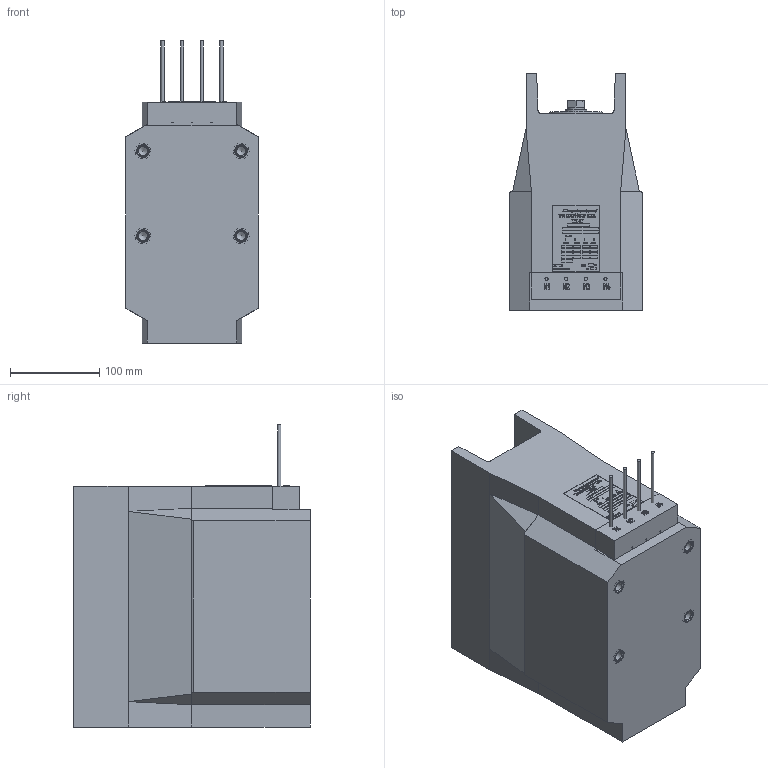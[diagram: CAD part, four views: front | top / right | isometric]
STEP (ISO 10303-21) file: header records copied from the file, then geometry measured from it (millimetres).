
FILE_DESCRIPTION(('STEP AP214'), '1');
FILE_NAME('Òðàíñôîðìàòîð òîêà ÒËÊ-ÑÒ-10-9Ì3 (5À-1500À)', '2023-07-18T06:35:39', ('UNSPECIFIED'), ('UNSPECIFIED'), 'ASCON STEP Converter 1.3', 'ASCON Math Kernel', '');
FILE_SCHEMA(('AUTOMOTIVE_DESIGN { 1 0 10303 214 3 1 1}'));
Length unit declared in the file: millimetre
Products named in the file (23): 屡扔.758472.007-01; 屡扔.757465.006
Assembly tree (56 placements, depth 3):
  (unnamed)
    (unnamed)
      (unnamed)
      屡扔.758472.007-01  x4
      (unnamed)  x4
      屡扔.757465.006  x2
    (unnamed)  x4
    (unnamed)
      (unnamed)
      (unnamed)
    (unnamed)  x4
    (unnamed)  x4
    (unnamed)
      (unnamed)
      (unnamed)
    (unnamed)
      (unnamed)
      (unnamed)
    (unnamed)
      (unnamed)
      (unnamed)
    (unnamed)  x4
    (unnamed)  x5
    (unnamed)  x5
    (unnamed)  x5
    (unnamed)
Bounding box: 148 x 265 x 338.4 mm (x, y, z)
Volume: 8145217.3 mm3; surface area: 389064.1 mm2
Topology: 56 solids, 56 shells, 6575 faces, 18494 edges, 12304 vertices
Faces by surface type: plane 4078, cylinder 2368, cone 72, torus 29, bspline 28
Full cylindrical faces by diameter (mm): 2.5 x4, 2.8 x4, 3 x8, 3.5 x4, 4.8 x4, 4.917 x4, 6 x4, 6.4 x8, 10.106 x8, 12 x13, 13 x17, 14 x4, 15 x4, 20 x2, 24 x5, 56 x2, 60 x4
Entity records: 255552 total; most frequent: CARTESIAN_POINT 37550, ORIENTED_EDGE 35288, DIRECTION 34656, EDGE_CURVE 17644, LINE 13014, VECTOR 13014, VERTEX_POINT 11784, AXIS2_PLACEMENT_3D 10821
